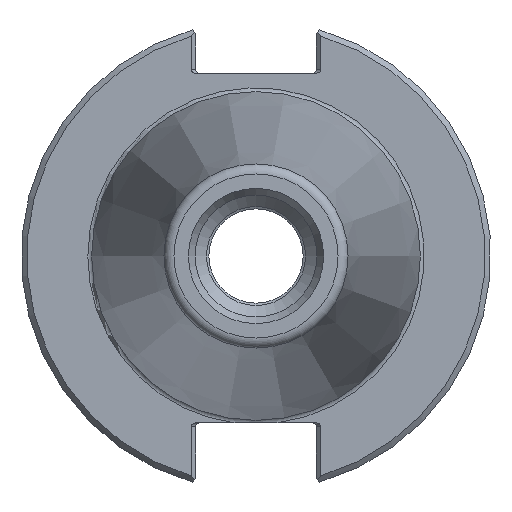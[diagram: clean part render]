
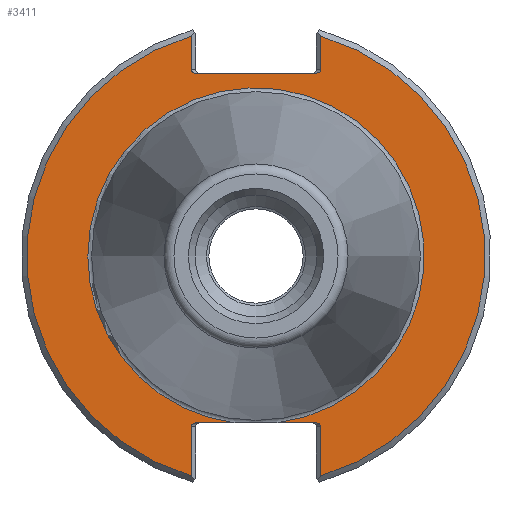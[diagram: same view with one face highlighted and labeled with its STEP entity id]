
A CAD part, left-side view. The second image highlights one B-rep face of the part: STEP entity #3411.
In plain terms, the highlighted planar face has unit normal (-1, 0, 0).
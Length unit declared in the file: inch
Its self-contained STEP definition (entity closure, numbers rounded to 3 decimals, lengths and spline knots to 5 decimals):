
#2469=CARTESIAN_POINT('',(0.125,0.345,0.992));
#2470=VERTEX_POINT('',#2469);
#2477=CARTESIAN_POINT('',(0.125,0.31672,0.972));
#2478=VERTEX_POINT('',#2477);
#2479=CARTESIAN_POINT('',(0.125,0.31672,0.992));
#2480=DIRECTION('',(-1.0,0.0,0.0));
#2481=DIRECTION('',(0.0,1.0,0.0));
#2482=AXIS2_PLACEMENT_3D('',#2479,#2480,#2481);
#2483=ELLIPSE('',#2482,0.02828,0.02);
#2484=EDGE_CURVE('',#2470,#2478,#2483,.T.);
#2569=CARTESIAN_POINT('',(0.125,0.345,1.1702));
#2570=VERTEX_POINT('',#2569);
#2577=CARTESIAN_POINT('',(0.125,0.345,1.1702));
#2578=DIRECTION('',(0.0,0.0,-1.0));
#2579=VECTOR('',#2578,0.1782);
#2580=LINE('',#2577,#2579);
#2581=EDGE_CURVE('',#2570,#2470,#2580,.T.);
#2681=CARTESIAN_POINT('',(0.125,-0.31672,0.972));
#2682=VERTEX_POINT('',#2681);
#2689=CARTESIAN_POINT('',(0.125,-0.345,0.992));
#2690=VERTEX_POINT('',#2689);
#2691=CARTESIAN_POINT('',(0.125,-0.31672,0.992));
#2692=DIRECTION('',(-1.0,0.0,0.0));
#2693=DIRECTION('',(0.0,-1.0,0.0));
#2694=AXIS2_PLACEMENT_3D('',#2691,#2692,#2693);
#2695=ELLIPSE('',#2694,0.02828,0.02);
#2696=EDGE_CURVE('',#2682,#2690,#2695,.T.);
#2746=CARTESIAN_POINT('',(0.125,-0.345,1.1702));
#2747=VERTEX_POINT('',#2746);
#2748=CARTESIAN_POINT('',(0.125,-0.345,0.992));
#2749=DIRECTION('',(0.0,0.0,1.0));
#2750=VECTOR('',#2749,0.1782);
#2751=LINE('',#2748,#2750);
#2752=EDGE_CURVE('',#2690,#2747,#2751,.T.);
#2770=CARTESIAN_POINT('',(0.125,-0.345,-0.908));
#2771=VERTEX_POINT('',#2770);
#2772=CARTESIAN_POINT('',(0.125,-0.31672,-0.888));
#2773=VERTEX_POINT('',#2772);
#2774=CARTESIAN_POINT('',(0.125,-0.31672,-0.908));
#2775=DIRECTION('',(-1.0,0.0,0.0));
#2776=DIRECTION('',(0.0,-1.0,0.0));
#2777=AXIS2_PLACEMENT_3D('',#2774,#2775,#2776);
#2778=ELLIPSE('',#2777,0.02828,0.02);
#2779=EDGE_CURVE('',#2771,#2773,#2778,.T.);
#2877=CARTESIAN_POINT('',(0.125,-0.345,-1.1702));
#2878=VERTEX_POINT('',#2877);
#2885=CARTESIAN_POINT('',(0.125,-0.345,-1.1702));
#2886=DIRECTION('',(0.0,0.0,1.0));
#2887=VECTOR('',#2886,0.2622);
#2888=LINE('',#2885,#2887);
#2889=EDGE_CURVE('',#2878,#2771,#2888,.T.);
#2989=CARTESIAN_POINT('',(0.125,0.31672,-0.888));
#2990=VERTEX_POINT('',#2989);
#2997=CARTESIAN_POINT('',(0.125,0.345,-0.908));
#2998=VERTEX_POINT('',#2997);
#2999=CARTESIAN_POINT('',(0.125,0.31672,-0.908));
#3000=DIRECTION('',(-1.0,0.0,0.0));
#3001=DIRECTION('',(0.0,1.0,0.0));
#3002=AXIS2_PLACEMENT_3D('',#2999,#3000,#3001);
#3003=ELLIPSE('',#3002,0.02828,0.02);
#3004=EDGE_CURVE('',#2990,#2998,#3003,.T.);
#3054=CARTESIAN_POINT('',(0.125,0.345,-1.1702));
#3055=VERTEX_POINT('',#3054);
#3056=CARTESIAN_POINT('',(0.125,0.345,-0.908));
#3057=DIRECTION('',(0.0,0.0,-1.0));
#3058=VECTOR('',#3057,0.2622);
#3059=LINE('',#3056,#3058);
#3060=EDGE_CURVE('',#2998,#3055,#3059,.T.);
#3127=CARTESIAN_POINT('',(0.125,0.31672,0.972));
#3128=DIRECTION('',(0.0,-1.0,0.0));
#3129=VECTOR('',#3128,0.63343);
#3130=LINE('',#3127,#3129);
#3131=EDGE_CURVE('',#2478,#2682,#3130,.T.);
#3329=CARTESIAN_POINT('',(0.125,-0.11172,-0.888));
#3330=VERTEX_POINT('',#3329);
#3331=CARTESIAN_POINT('',(0.125,0.11172,-0.888));
#3332=VERTEX_POINT('',#3331);
#3347=CARTESIAN_POINT('',(0.125,0.,0.0));
#3348=DIRECTION('',(-1.0,0.0,0.0));
#3349=DIRECTION('',(0.0,-1.0,0.0));
#3350=AXIS2_PLACEMENT_3D('',#3347,#3348,#3349);
#3351=CIRCLE('',#3350,0.895);
#3352=EDGE_CURVE('',#3330,#3332,#3351,.T.);
#3368=CARTESIAN_POINT('',(0.125,1.0625,0.0));
#3369=DIRECTION('',(-1.0,0.0,0.0));
#3370=DIRECTION('',(0.0,0.0,1.0));
#3371=AXIS2_PLACEMENT_3D('',#3368,#3369,#3370);
#3372=PLANE('',#3371);
#3373=ORIENTED_EDGE('',*,*,#3352,.F.);
#3374=CARTESIAN_POINT('',(0.125,-0.31672,-0.888));
#3375=DIRECTION('',(0.0,1.0,0.0));
#3376=VECTOR('',#3375,0.205);
#3377=LINE('',#3374,#3376);
#3378=EDGE_CURVE('',#2773,#3330,#3377,.T.);
#3379=ORIENTED_EDGE('',*,*,#3378,.F.);
#3380=ORIENTED_EDGE('',*,*,#2779,.F.);
#3381=ORIENTED_EDGE('',*,*,#2889,.F.);
#3382=CARTESIAN_POINT('',(0.125,0.,0.0));
#3383=DIRECTION('',(1.0,0.0,0.0));
#3384=DIRECTION('',(0.0,-1.0,0.0));
#3385=AXIS2_PLACEMENT_3D('',#3382,#3383,#3384);
#3386=CIRCLE('',#3385,1.22);
#3387=EDGE_CURVE('',#2747,#2878,#3386,.T.);
#3388=ORIENTED_EDGE('',*,*,#3387,.F.);
#3389=ORIENTED_EDGE('',*,*,#2752,.F.);
#3390=ORIENTED_EDGE('',*,*,#2696,.F.);
#3391=ORIENTED_EDGE('',*,*,#3131,.F.);
#3392=ORIENTED_EDGE('',*,*,#2484,.F.);
#3393=ORIENTED_EDGE('',*,*,#2581,.F.);
#3394=CARTESIAN_POINT('',(0.125,0.,0.0));
#3395=DIRECTION('',(1.0,0.0,0.0));
#3396=DIRECTION('',(0.0,1.0,0.0));
#3397=AXIS2_PLACEMENT_3D('',#3394,#3395,#3396);
#3398=CIRCLE('',#3397,1.22);
#3399=EDGE_CURVE('',#3055,#2570,#3398,.T.);
#3400=ORIENTED_EDGE('',*,*,#3399,.F.);
#3401=ORIENTED_EDGE('',*,*,#3060,.F.);
#3402=ORIENTED_EDGE('',*,*,#3004,.F.);
#3403=CARTESIAN_POINT('',(0.125,0.11172,-0.888));
#3404=DIRECTION('',(0.0,1.0,0.0));
#3405=VECTOR('',#3404,0.205);
#3406=LINE('',#3403,#3405);
#3407=EDGE_CURVE('',#3332,#2990,#3406,.T.);
#3408=ORIENTED_EDGE('',*,*,#3407,.F.);
#3409=EDGE_LOOP('',(#3373,#3379,#3380,#3381,#3388,#3389,#3390,#3391,#3392,#3393,#3400,#3401,#3402,#3408));
#3410=FACE_OUTER_BOUND('',#3409,.T.);
#3411=ADVANCED_FACE('',(#3410),#3372,.T.);
